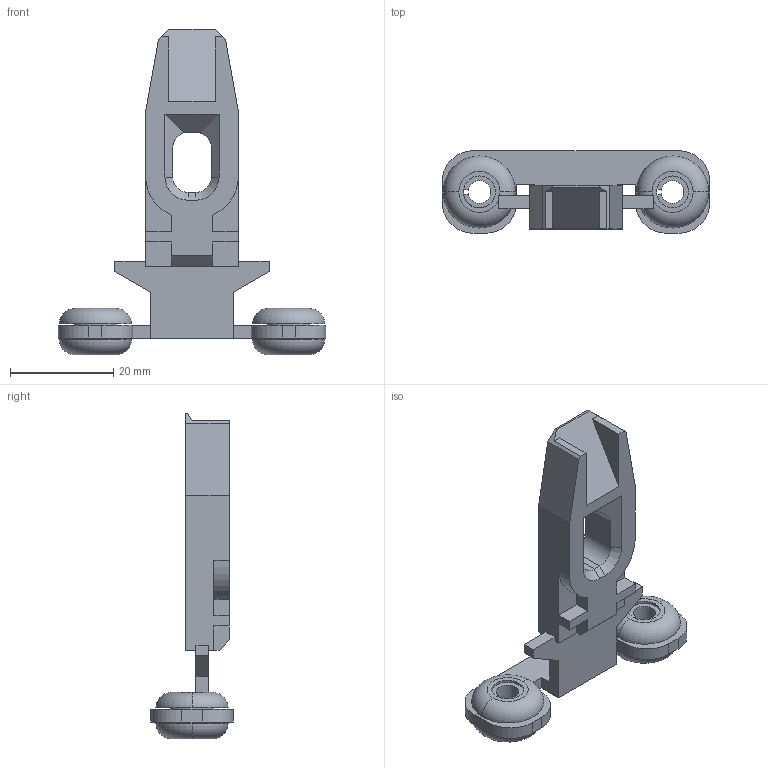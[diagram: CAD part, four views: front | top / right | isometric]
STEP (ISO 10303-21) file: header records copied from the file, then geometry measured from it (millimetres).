
FILE_DESCRIPTION(('OneSpaceDesigner STEP Export'),'2;1');
FILE_NAME('TR110-XABT.stp','2019-02-20T10:09:55',('SICK AG'),('SICK AG'),'Creo Elements/Direct Modeling STEP processor for AP214 (Solid Model)','Creo Elements/Direct Modeling 18.1B 29-Sep-2012 (C) Parametric Technology GmbH','');
FILE_SCHEMA(('AUTOMOTIVE_DESIGN { 1 0 10303 214 1 1 1 1 }'));
Length unit declared in the file: millimetre
Products named in the file (2): TR110-XABT
Assembly tree (1 placements, depth 2):
  TR110-XABT
    TR110-XABT
Bounding box: 52 x 16 x 63.2 mm (x, y, z)
Volume: 8420.5 mm3; surface area: 6256.5 mm2
Topology: 1 solids, 1 shells, 115 faces, 320 edges, 216 vertices
Faces by surface type: plane 79, cylinder 26, torus 8, cone 2
Entity records: 4505 total; most frequent: ORIENTED_EDGE 640, CARTESIAN_POINT 615, DIRECTION 578, EDGE_CURVE 320, VECTOR 220, LINE 220, VERTEX_POINT 216, AXIS2_PLACEMENT_3D 179
